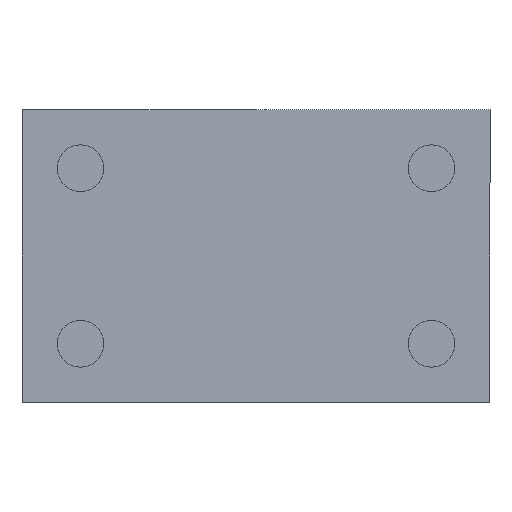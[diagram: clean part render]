
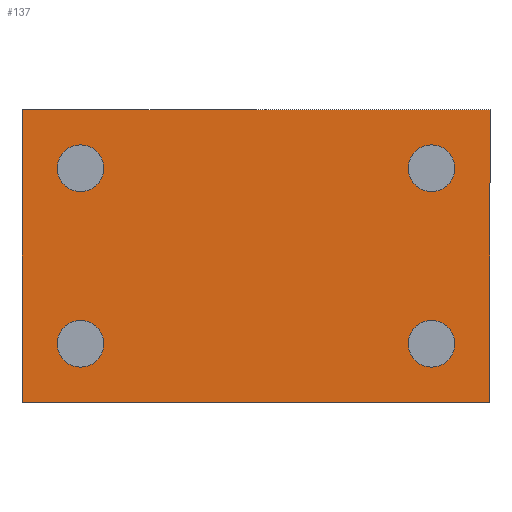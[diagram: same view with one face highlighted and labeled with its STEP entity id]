
A CAD part, front view. The second image highlights one B-rep face of the part: STEP entity #137.
In plain terms, the highlighted planar face has unit normal (0, -1, 0).
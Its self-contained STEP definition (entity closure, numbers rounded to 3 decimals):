
#2 = CARTESIAN_POINT ( 'NONE',  ( 300., 0., -190. ) ) ;
#8 = CIRCLE ( 'NONE', #546, 40. ) ;
#10 = CIRCLE ( 'NONE', #230, 40. ) ;
#16 = FACE_OUTER_BOUND ( 'NONE', #341, .T. ) ;
#17 = EDGE_CURVE ( 'NONE', #512, #75, #218, .T. ) ;
#19 = ORIENTED_EDGE ( 'NONE', *, *, #362, .F. ) ;
#22 = CARTESIAN_POINT ( 'NONE',  ( 400., 0., 250. ) ) ;
#23 = ORIENTED_EDGE ( 'NONE', *, *, #142, .F. ) ;
#30 = LINE ( 'NONE', #112, #162 ) ;
#33 = VERTEX_POINT ( 'NONE', #515 ) ;
#37 = VECTOR ( 'NONE', #108, 1000. ) ;
#38 = DIRECTION ( 'NONE',  ( 0., 0., 1. ) ) ;
#50 = CARTESIAN_POINT ( 'NONE',  ( -400., 0., 250. ) ) ;
#54 = ORIENTED_EDGE ( 'NONE', *, *, #318, .F. ) ;
#56 = FACE_BOUND ( 'NONE', #310, .T. ) ;
#57 = DIRECTION ( 'NONE',  ( 0., 0., 1. ) ) ;
#58 = DIRECTION ( 'NONE',  ( 0., -1., 0. ) ) ;
#69 = CARTESIAN_POINT ( 'NONE',  ( -400., 0., -250. ) ) ;
#72 = AXIS2_PLACEMENT_3D ( 'NONE', #139, #215, #347 ) ;
#74 = DIRECTION ( 'NONE',  ( 0., 0., 1. ) ) ;
#75 = VERTEX_POINT ( 'NONE', #480 ) ;
#77 = ORIENTED_EDGE ( 'NONE', *, *, #17, .F. ) ;
#79 = ORIENTED_EDGE ( 'NONE', *, *, #435, .F. ) ;
#80 = CIRCLE ( 'NONE', #509, 40. ) ;
#82 = EDGE_LOOP ( 'NONE', ( #241, #304 ) ) ;
#84 = VERTEX_POINT ( 'NONE', #469 ) ;
#94 = CARTESIAN_POINT ( 'NONE',  ( 400., 0., -250. ) ) ;
#98 = FACE_BOUND ( 'NONE', #99, .T. ) ;
#99 = EDGE_LOOP ( 'NONE', ( #23, #19 ) ) ;
#106 = EDGE_CURVE ( 'NONE', #75, #512, #441, .T. ) ;
#108 = DIRECTION ( 'NONE',  ( 0., 0., 1. ) ) ;
#110 = CARTESIAN_POINT ( 'NONE',  ( -400., 0., -250. ) ) ;
#112 = CARTESIAN_POINT ( 'NONE',  ( 400., 0., -250. ) ) ;
#113 = ORIENTED_EDGE ( 'NONE', *, *, #388, .F. ) ;
#121 = CARTESIAN_POINT ( 'NONE',  ( -300., 0., 110. ) ) ;
#130 = VERTEX_POINT ( 'NONE', #94 ) ;
#136 = CARTESIAN_POINT ( 'NONE',  ( 300., 0., -150. ) ) ;
#137 = ADVANCED_FACE ( 'NONE', ( #259, #56, #260, #98, #16 ), #181, .F. ) ;
#139 = CARTESIAN_POINT ( 'NONE',  ( 300., 0., 150. ) ) ;
#142 = EDGE_CURVE ( 'NONE', #33, #548, #8, .T. ) ;
#146 = ORIENTED_EDGE ( 'NONE', *, *, #344, .F. ) ;
#153 = CIRCLE ( 'NONE', #365, 40. ) ;
#155 = DIRECTION ( 'NONE',  ( 0., -1., 0. ) ) ;
#159 = EDGE_CURVE ( 'NONE', #84, #227, #352, .T. ) ;
#161 = CARTESIAN_POINT ( 'NONE',  ( 300., 0., -150. ) ) ;
#162 = VECTOR ( 'NONE', #188, 1000. ) ;
#167 = DIRECTION ( 'NONE',  ( 0., -1., 0. ) ) ;
#170 = AXIS2_PLACEMENT_3D ( 'NONE', #179, #387, #57 ) ;
#179 = CARTESIAN_POINT ( 'NONE',  ( 0., 0., 0. ) ) ;
#181 = PLANE ( 'NONE',  #170 ) ;
#188 = DIRECTION ( 'NONE',  ( 0., 0., -1. ) ) ;
#192 = VERTEX_POINT ( 'NONE', #386 ) ;
#201 = DIRECTION ( 'NONE',  ( 0., -1., 0. ) ) ;
#207 = VERTEX_POINT ( 'NONE', #22 ) ;
#215 = DIRECTION ( 'NONE',  ( 0., -1., 0. ) ) ;
#218 = CIRCLE ( 'NONE', #290, 40. ) ;
#224 = EDGE_LOOP ( 'NONE', ( #54, #113 ) ) ;
#226 = DIRECTION ( 'NONE',  ( -1., 0., 0. ) ) ;
#227 = VERTEX_POINT ( 'NONE', #358 ) ;
#230 = AXIS2_PLACEMENT_3D ( 'NONE', #312, #499, #74 ) ;
#239 = CARTESIAN_POINT ( 'NONE',  ( -300., 0., -150. ) ) ;
#240 = AXIS2_PLACEMENT_3D ( 'NONE', #136, #488, #261 ) ;
#241 = ORIENTED_EDGE ( 'NONE', *, *, #431, .F. ) ;
#242 = AXIS2_PLACEMENT_3D ( 'NONE', #370, #167, #555 ) ;
#259 = FACE_BOUND ( 'NONE', #224, .T. ) ;
#260 = FACE_BOUND ( 'NONE', #82, .T. ) ;
#261 = DIRECTION ( 'NONE',  ( 0., 0., 1. ) ) ;
#269 = EDGE_CURVE ( 'NONE', #130, #313, #331, .T. ) ;
#283 = DIRECTION ( 'NONE',  ( 0., -1., 0. ) ) ;
#290 = AXIS2_PLACEMENT_3D ( 'NONE', #161, #201, #325 ) ;
#304 = ORIENTED_EDGE ( 'NONE', *, *, #159, .F. ) ;
#310 = EDGE_LOOP ( 'NONE', ( #496, #77 ) ) ;
#312 = CARTESIAN_POINT ( 'NONE',  ( -300., 0., 150. ) ) ;
#313 = VERTEX_POINT ( 'NONE', #69 ) ;
#318 = EDGE_CURVE ( 'NONE', #377, #503, #153, .T. ) ;
#325 = DIRECTION ( 'NONE',  ( 0., 0., 1. ) ) ;
#328 = LINE ( 'NONE', #50, #345 ) ;
#331 = LINE ( 'NONE', #110, #425 ) ;
#334 = EDGE_CURVE ( 'NONE', #207, #130, #30, .T. ) ;
#340 = DIRECTION ( 'NONE',  ( 0., 0., 1. ) ) ;
#341 = EDGE_LOOP ( 'NONE', ( #438, #79, #146, #452 ) ) ;
#344 = EDGE_CURVE ( 'NONE', #313, #192, #459, .T. ) ;
#345 = VECTOR ( 'NONE', #508, 1000. ) ;
#347 = DIRECTION ( 'NONE',  ( 0., 0., 1. ) ) ;
#349 = CARTESIAN_POINT ( 'NONE',  ( -300., 0., 150. ) ) ;
#352 = CIRCLE ( 'NONE', #72, 40. ) ;
#358 = CARTESIAN_POINT ( 'NONE',  ( 300., 0., 190. ) ) ;
#362 = EDGE_CURVE ( 'NONE', #548, #33, #10, .T. ) ;
#365 = AXIS2_PLACEMENT_3D ( 'NONE', #239, #155, #38 ) ;
#370 = CARTESIAN_POINT ( 'NONE',  ( -300., 0., -150. ) ) ;
#376 = CARTESIAN_POINT ( 'NONE',  ( -300., 0., -190. ) ) ;
#377 = VERTEX_POINT ( 'NONE', #412 ) ;
#386 = CARTESIAN_POINT ( 'NONE',  ( -400., 0., 250. ) ) ;
#387 = DIRECTION ( 'NONE',  ( 0., 1., 0. ) ) ;
#388 = EDGE_CURVE ( 'NONE', #503, #377, #519, .T. ) ;
#412 = CARTESIAN_POINT ( 'NONE',  ( -300., 0., -110. ) ) ;
#418 = CARTESIAN_POINT ( 'NONE',  ( 300., 0., 150. ) ) ;
#425 = VECTOR ( 'NONE', #226, 1000. ) ;
#431 = EDGE_CURVE ( 'NONE', #227, #84, #80, .T. ) ;
#435 = EDGE_CURVE ( 'NONE', #192, #207, #328, .T. ) ;
#438 = ORIENTED_EDGE ( 'NONE', *, *, #334, .F. ) ;
#441 = CIRCLE ( 'NONE', #240, 40. ) ;
#452 = ORIENTED_EDGE ( 'NONE', *, *, #269, .F. ) ;
#459 = LINE ( 'NONE', #542, #37 ) ;
#468 = DIRECTION ( 'NONE',  ( 0., 0., 1. ) ) ;
#469 = CARTESIAN_POINT ( 'NONE',  ( 300., 0., 110. ) ) ;
#480 = CARTESIAN_POINT ( 'NONE',  ( 300., 0., -110. ) ) ;
#488 = DIRECTION ( 'NONE',  ( 0., -1., 0. ) ) ;
#496 = ORIENTED_EDGE ( 'NONE', *, *, #106, .F. ) ;
#499 = DIRECTION ( 'NONE',  ( 0., -1., 0. ) ) ;
#503 = VERTEX_POINT ( 'NONE', #376 ) ;
#508 = DIRECTION ( 'NONE',  ( 1., 0., 0. ) ) ;
#509 = AXIS2_PLACEMENT_3D ( 'NONE', #418, #283, #468 ) ;
#512 = VERTEX_POINT ( 'NONE', #2 ) ;
#515 = CARTESIAN_POINT ( 'NONE',  ( -300., 0., 190. ) ) ;
#519 = CIRCLE ( 'NONE', #242, 40. ) ;
#542 = CARTESIAN_POINT ( 'NONE',  ( -400., 0., -250. ) ) ;
#546 = AXIS2_PLACEMENT_3D ( 'NONE', #349, #58, #340 ) ;
#548 = VERTEX_POINT ( 'NONE', #121 ) ;
#555 = DIRECTION ( 'NONE',  ( 0., 0., 1. ) ) ;
